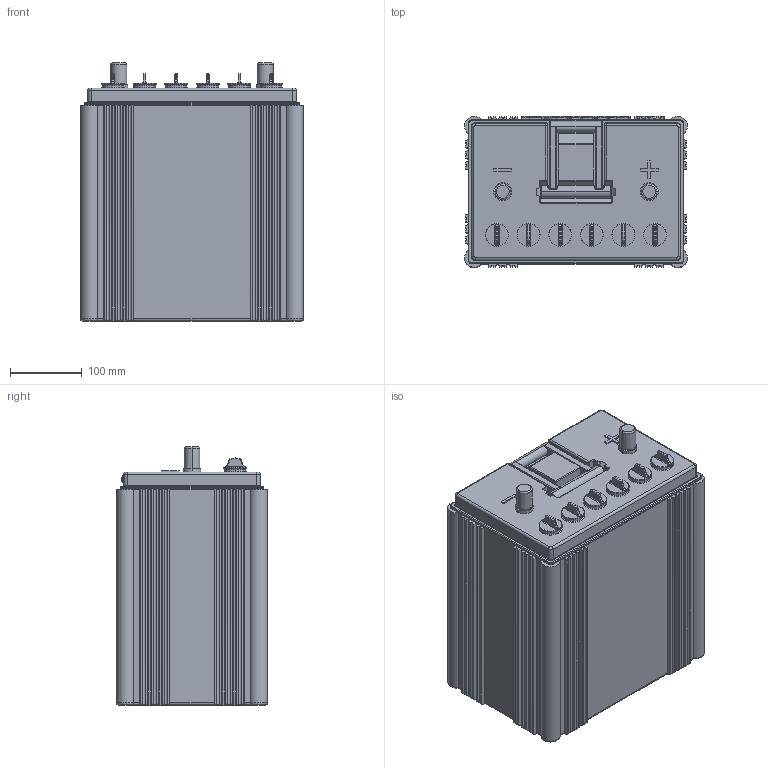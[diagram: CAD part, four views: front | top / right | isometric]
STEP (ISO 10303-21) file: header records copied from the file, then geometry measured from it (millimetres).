
FILE_DESCRIPTION((''),'2;1');
FILE_NAME('BATTERNS40_ASM','2016-10-07T',('IRFAN'),(''),'CREO PARAMETRIC BY PTC INC, 2014350','CREO PARAMETRIC BY PTC INC, 2014350','');
FILE_SCHEMA(('CONFIG_CONTROL_DESIGN'));
Length unit declared in the file: millimetre
Products named in the file (7): NS40; COVER; HANDLE; PLUG; EXLOGO; TERMINAL; BATTERNS40_ASM
Assembly tree (12 placements, depth 2):
  BATTERNS40_ASM
    NS40
    COVER
    HANDLE
    PLUG  x6
    EXLOGO
    TERMINAL  x2
Bounding box: 309.96 x 209.98 x 359 mm (x, y, z)
Volume: 4313376.8 mm3; surface area: 1582783.7 mm2
Topology: 18 solids, 18 shells, 1083 faces, 2578 edges, 1586 vertices
Faces by surface type: plane 452, cylinder 384, torus 140, bspline 64, sphere 34, cone 8, extrusion 1
Entity records: 30467 total; most frequent: CARTESIAN_POINT 9769, ORIENTED_EDGE 4344, DIRECTION 4111, EDGE_CURVE 2172, VECTOR 1393, LINE 1392, AXIS2_PLACEMENT_3D 1359, VERTEX_POINT 1356
